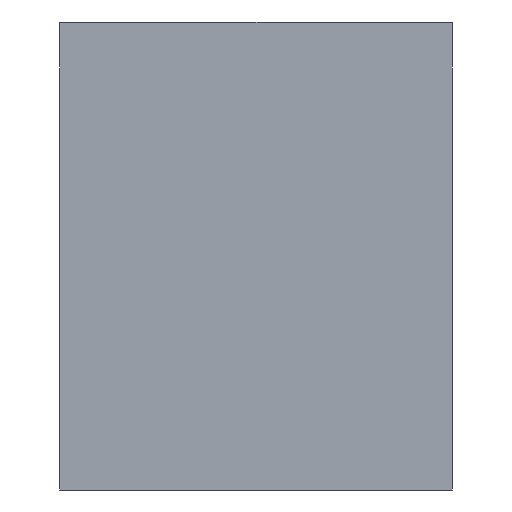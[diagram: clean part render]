
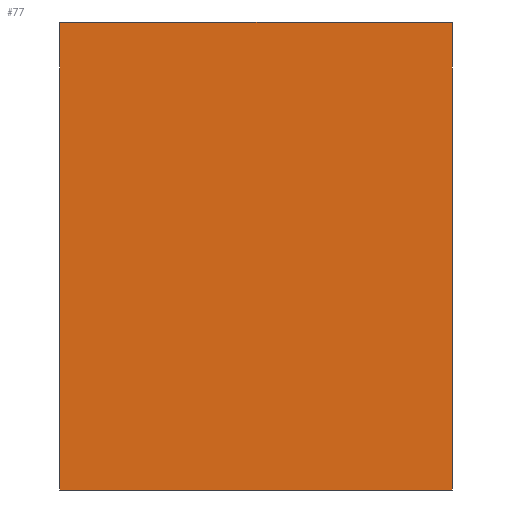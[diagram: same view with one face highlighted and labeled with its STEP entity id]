
A CAD part, front view. The second image highlights one B-rep face of the part: STEP entity #77.
In plain terms, the highlighted planar face has unit normal (0, -1, 0).
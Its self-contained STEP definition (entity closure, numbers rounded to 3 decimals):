
#2 = CARTESIAN_POINT ( 'NONE',  ( 14.25, -17.1, 17. ) ) ;
#9 = VECTOR ( 'NONE', #234, 1000. ) ;
#77 = ADVANCED_FACE ( 'NONE', ( #1682 ), #1447, .F. ) ;
#99 = LINE ( 'NONE', #149, #1212 ) ;
#108 = CARTESIAN_POINT ( 'NONE',  ( 14.25, -17.1, -34. ) ) ;
#149 = CARTESIAN_POINT ( 'NONE',  ( 14.25, -17.1, 34. ) ) ;
#163 = VERTEX_POINT ( 'NONE', #797 ) ;
#170 = ORIENTED_EDGE ( 'NONE', *, *, #1046, .F. ) ;
#216 = EDGE_CURVE ( 'NONE', #1208, #1102, #99, .T. ) ;
#234 = DIRECTION ( 'NONE',  ( -1., 0., 0. ) ) ;
#312 = ORIENTED_EDGE ( 'NONE', *, *, #656, .F. ) ;
#319 = CARTESIAN_POINT ( 'NONE',  ( 28.5, -17.1, 34. ) ) ;
#347 = DIRECTION ( 'NONE',  ( 0., 0., -1. ) ) ;
#425 = CARTESIAN_POINT ( 'NONE',  ( -28.5, -17.1, 17. ) ) ;
#606 = CARTESIAN_POINT ( 'NONE',  ( 28.5, -17.1, 17. ) ) ;
#656 = EDGE_CURVE ( 'NONE', #1500, #163, #700, .T. ) ;
#677 = EDGE_LOOP ( 'NONE', ( #170, #1167, #1195, #312 ) ) ;
#700 = LINE ( 'NONE', #108, #9 ) ;
#726 = LINE ( 'NONE', #425, #1408 ) ;
#743 = AXIS2_PLACEMENT_3D ( 'NONE', #2, #1551, #1178 ) ;
#797 = CARTESIAN_POINT ( 'NONE',  ( -28.5, -17.1, -34. ) ) ;
#806 = CARTESIAN_POINT ( 'NONE',  ( 28.5, -17.1, -34. ) ) ;
#995 = EDGE_CURVE ( 'NONE', #163, #1208, #726, .T. ) ;
#1005 = VECTOR ( 'NONE', #347, 1000. ) ;
#1046 = EDGE_CURVE ( 'NONE', #1102, #1500, #1607, .T. ) ;
#1102 = VERTEX_POINT ( 'NONE', #319 ) ;
#1150 = CARTESIAN_POINT ( 'NONE',  ( -28.5, -17.1, 34. ) ) ;
#1167 = ORIENTED_EDGE ( 'NONE', *, *, #216, .F. ) ;
#1178 = DIRECTION ( 'NONE',  ( 0., 0., -1. ) ) ;
#1195 = ORIENTED_EDGE ( 'NONE', *, *, #995, .F. ) ;
#1208 = VERTEX_POINT ( 'NONE', #1150 ) ;
#1212 = VECTOR ( 'NONE', #1584, 1000. ) ;
#1408 = VECTOR ( 'NONE', #1492, 1000. ) ;
#1447 = PLANE ( 'NONE',  #743 ) ;
#1492 = DIRECTION ( 'NONE',  ( 0., 0., 1. ) ) ;
#1500 = VERTEX_POINT ( 'NONE', #806 ) ;
#1551 = DIRECTION ( 'NONE',  ( 0., 1., 0. ) ) ;
#1584 = DIRECTION ( 'NONE',  ( 1., 0., 0. ) ) ;
#1607 = LINE ( 'NONE', #606, #1005 ) ;
#1682 = FACE_OUTER_BOUND ( 'NONE', #677, .T. ) ;
